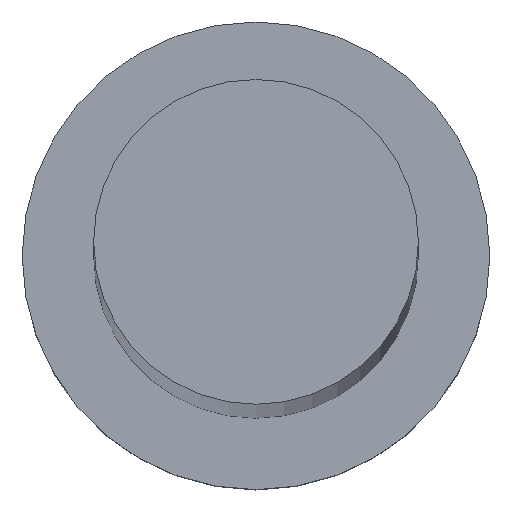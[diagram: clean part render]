
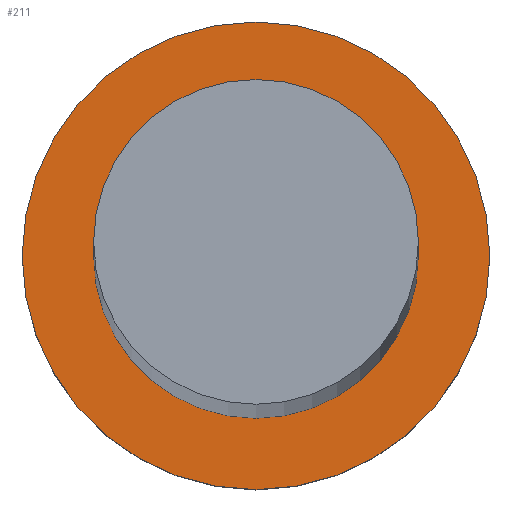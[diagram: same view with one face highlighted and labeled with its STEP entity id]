
A CAD part, top view. The second image highlights one B-rep face of the part: STEP entity #211.
In plain terms, the highlighted planar face has unit normal (0, 0, 1).
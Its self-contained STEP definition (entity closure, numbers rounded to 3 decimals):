
#6 = VERTEX_POINT ( 'NONE', #213 ) ;
#11 = DIRECTION ( 'NONE',  ( 0., 0., 1. ) ) ;
#15 = CARTESIAN_POINT ( 'NONE',  ( 0., 0., 7. ) ) ;
#17 = AXIS2_PLACEMENT_3D ( 'NONE', #107, #51, #245 ) ;
#18 = ORIENTED_EDGE ( 'NONE', *, *, #163, .F. ) ;
#23 = EDGE_CURVE ( 'NONE', #135, #6, #68, .T. ) ;
#30 = DIRECTION ( 'NONE',  ( 1., 0., 0. ) ) ;
#33 = CARTESIAN_POINT ( 'NONE',  ( -9., 0., 7. ) ) ;
#39 = VERTEX_POINT ( 'NONE', #33 ) ;
#41 = FACE_BOUND ( 'NONE', #178, .T. ) ;
#51 = DIRECTION ( 'NONE',  ( 0., 0., 1. ) ) ;
#54 = CARTESIAN_POINT ( 'NONE',  ( 9., 0., 7. ) ) ;
#60 = CIRCLE ( 'NONE', #17, 9. ) ;
#62 = EDGE_CURVE ( 'NONE', #39, #158, #197, .T. ) ;
#68 = CIRCLE ( 'NONE', #184, 6.25 ) ;
#70 = CIRCLE ( 'NONE', #87, 6.25 ) ;
#79 = DIRECTION ( 'NONE',  ( 0., 0., 1. ) ) ;
#84 = AXIS2_PLACEMENT_3D ( 'NONE', #154, #102, #254 ) ;
#87 = AXIS2_PLACEMENT_3D ( 'NONE', #109, #11, #93 ) ;
#91 = AXIS2_PLACEMENT_3D ( 'NONE', #131, #209, #111 ) ;
#93 = DIRECTION ( 'NONE',  ( 1., 0., 0. ) ) ;
#101 = EDGE_CURVE ( 'NONE', #158, #39, #60, .T. ) ;
#102 = DIRECTION ( 'NONE',  ( 0., 0., 1. ) ) ;
#107 = CARTESIAN_POINT ( 'NONE',  ( 0., 0., 7. ) ) ;
#109 = CARTESIAN_POINT ( 'NONE',  ( 0., 0., 7. ) ) ;
#111 = DIRECTION ( 'NONE',  ( 1., 0., 0. ) ) ;
#113 = CARTESIAN_POINT ( 'NONE',  ( 6.25, 0., 7. ) ) ;
#116 = EDGE_LOOP ( 'NONE', ( #237, #160 ) ) ;
#118 = PLANE ( 'NONE',  #84 ) ;
#131 = CARTESIAN_POINT ( 'NONE',  ( 0., 0., 7. ) ) ;
#135 = VERTEX_POINT ( 'NONE', #113 ) ;
#154 = CARTESIAN_POINT ( 'NONE',  ( 0., 0., 7. ) ) ;
#158 = VERTEX_POINT ( 'NONE', #54 ) ;
#160 = ORIENTED_EDGE ( 'NONE', *, *, #101, .T. ) ;
#163 = EDGE_CURVE ( 'NONE', #6, #135, #70, .T. ) ;
#178 = EDGE_LOOP ( 'NONE', ( #18, #194 ) ) ;
#184 = AXIS2_PLACEMENT_3D ( 'NONE', #15, #79, #30 ) ;
#194 = ORIENTED_EDGE ( 'NONE', *, *, #23, .F. ) ;
#197 = CIRCLE ( 'NONE', #91, 9. ) ;
#209 = DIRECTION ( 'NONE',  ( 0., 0., 1. ) ) ;
#210 = FACE_OUTER_BOUND ( 'NONE', #116, .T. ) ;
#211 = ADVANCED_FACE ( 'NONE', ( #41, #210 ), #118, .T. ) ;
#213 = CARTESIAN_POINT ( 'NONE',  ( -6.25, 0., 7. ) ) ;
#237 = ORIENTED_EDGE ( 'NONE', *, *, #62, .T. ) ;
#245 = DIRECTION ( 'NONE',  ( 1., 0., 0. ) ) ;
#254 = DIRECTION ( 'NONE',  ( 1., 0., 0. ) ) ;
